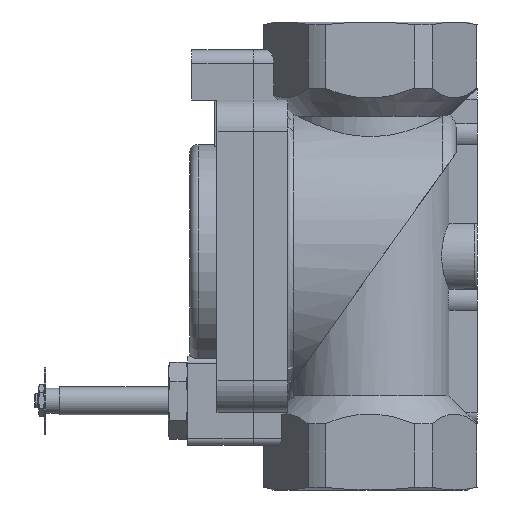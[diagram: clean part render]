
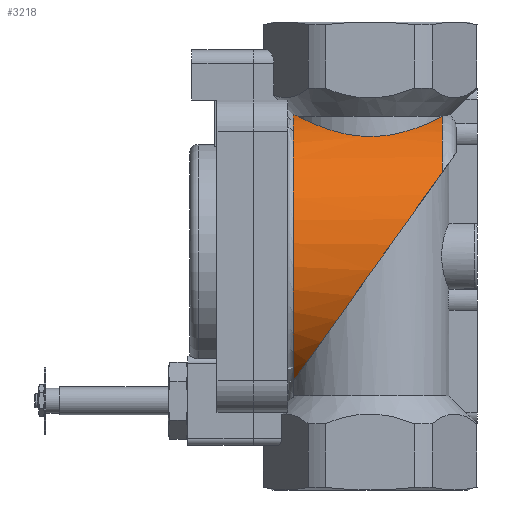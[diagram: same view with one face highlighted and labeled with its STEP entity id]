
A CAD part, left-side view. The second image highlights one B-rep face of the part: STEP entity #3218.
In plain terms, the highlighted cylindrical face has radius 51.5 mm (diameter 103 mm), a partial arc.
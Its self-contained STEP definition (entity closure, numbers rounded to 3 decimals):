
#129=ELLIPSE('',#3461,63.259,51.5);
#516=CYLINDRICAL_SURFACE('',#3474,51.5);
#612=B_SPLINE_CURVE_WITH_KNOTS('',3,(#5158,#5159,#5160,#5161),
 .UNSPECIFIED.,.F.,.F.,(4,4),(0.013,0.016),
 .UNSPECIFIED.);
#624=B_SPLINE_CURVE_WITH_KNOTS('',3,(#5247,#5248,#5249,#5250,#5251,#5252,
#5253,#5254,#5255,#5256,#5257,#5258,#5259,#5260,#5261,#5262,#5263,#5264),
 .UNSPECIFIED.,.F.,.F.,(4,1,1,1,1,1,1,1,1,1,1,1,1,1,1,4),(0.012,
0.016,0.02,0.024,0.028,
0.033,0.037,0.041,0.045,
0.049,0.053,0.058,0.062,
0.066,0.07,0.079),.UNSPECIFIED.);
#816=ORIENTED_EDGE('',*,*,#1791,.T.);
#817=ORIENTED_EDGE('',*,*,#1764,.F.);
#818=ORIENTED_EDGE('',*,*,#1785,.F.);
#819=ORIENTED_EDGE('',*,*,#1792,.F.);
#820=ORIENTED_EDGE('',*,*,#1771,.F.);
#1764=EDGE_CURVE('',#2250,#2251,#129,.T.);
#1771=EDGE_CURVE('',#2257,#2258,#612,.T.);
#1785=EDGE_CURVE('',#2268,#2250,#2530,.T.);
#1791=EDGE_CURVE('',#2257,#2251,#2533,.T.);
#1792=EDGE_CURVE('',#2258,#2268,#624,.T.);
#2250=VERTEX_POINT('',#5118);
#2251=VERTEX_POINT('',#5120);
#2257=VERTEX_POINT('',#5157);
#2258=VERTEX_POINT('',#5162);
#2268=VERTEX_POINT('',#5225);
#2530=CIRCLE('',#3470,51.5);
#2533=CIRCLE('',#3475,51.5);
#2684=EDGE_LOOP('',(#816,#817,#818,#819,#820));
#2925=FACE_BOUND('',#2684,.T.);
#3218=ADVANCED_FACE('',(#2925),#516,.T.);
#3461=AXIS2_PLACEMENT_3D('',#5119,#3885,#3886);
#3470=AXIS2_PLACEMENT_3D('',#5226,#3904,#3905);
#3474=AXIS2_PLACEMENT_3D('',#5245,#3912,#3913);
#3475=AXIS2_PLACEMENT_3D('',#5246,#3914,#3915);
#3885=DIRECTION('',(0.,-0.814,0.581));
#3886=DIRECTION('',(0.,-0.581,-0.814));
#3904=DIRECTION('',(0.,-1.,0.));
#3905=DIRECTION('',(0.,0.,-1.));
#3912=DIRECTION('',(0.,-1.,0.));
#3913=DIRECTION('',(0.,0.,-1.));
#3914=DIRECTION('',(0.,-1.,0.));
#3915=DIRECTION('',(0.,0.,-1.));
#5118=CARTESIAN_POINT('',(41.859,-25.8,53.998));
#5119=CARTESIAN_POINT('',(0.,-4.4,84.));
#5120=CARTESIAN_POINT('',(25.339,27.581,128.835));
#5157=CARTESIAN_POINT('',(8.991,27.581,33.291));
#5158=CARTESIAN_POINT('',(8.991,27.581,33.291));
#5159=CARTESIAN_POINT('',(9.832,27.149,33.44));
#5160=CARTESIAN_POINT('',(10.64,26.666,33.605));
#5161=CARTESIAN_POINT('',(11.417,26.133,33.781));
#5162=CARTESIAN_POINT('',(11.417,26.133,33.781));
#5225=CARTESIAN_POINT('',(12.152,-25.8,33.954));
#5226=CARTESIAN_POINT('',(0.,-25.8,84.));
#5245=CARTESIAN_POINT('',(0.,-30.8,84.));
#5246=CARTESIAN_POINT('',(0.,27.581,84.));
#5247=CARTESIAN_POINT('',(11.417,26.133,33.781));
#5248=CARTESIAN_POINT('',(12.669,25.587,34.066));
#5249=CARTESIAN_POINT('',(15.069,24.327,34.709));
#5250=CARTESIAN_POINT('',(18.379,21.93,35.853));
#5251=CARTESIAN_POINT('',(21.25,19.16,37.058));
#5252=CARTESIAN_POINT('',(23.751,15.958,38.28));
#5253=CARTESIAN_POINT('',(25.752,12.472,39.385));
#5254=CARTESIAN_POINT('',(27.272,8.677,40.306));
#5255=CARTESIAN_POINT('',(28.246,4.604,40.935));
#5256=CARTESIAN_POINT('',(28.617,0.485,41.183));
#5257=CARTESIAN_POINT('',(28.373,-3.769,41.019));
#5258=CARTESIAN_POINT('',(27.529,-7.821,40.469));
#5259=CARTESIAN_POINT('',(26.102,-11.73,39.591));
#5260=CARTESIAN_POINT('',(24.187,-15.29,38.511));
#5261=CARTESIAN_POINT('',(21.771,-18.566,37.299));
#5262=CARTESIAN_POINT('',(18.042,-22.368,35.681));
#5263=CARTESIAN_POINT('',(14.605,-24.645,34.55));
#5264=CARTESIAN_POINT('',(12.152,-25.8,33.954));
